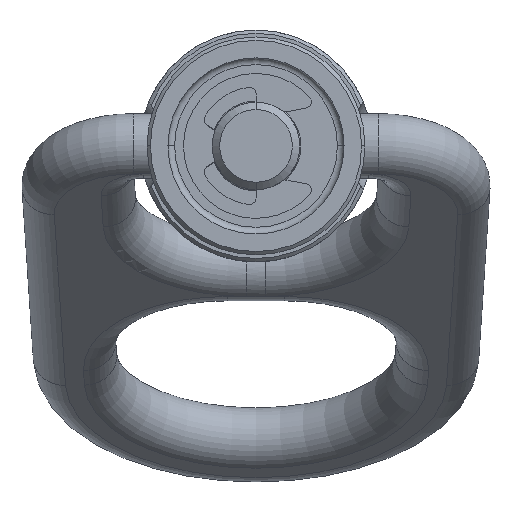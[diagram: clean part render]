
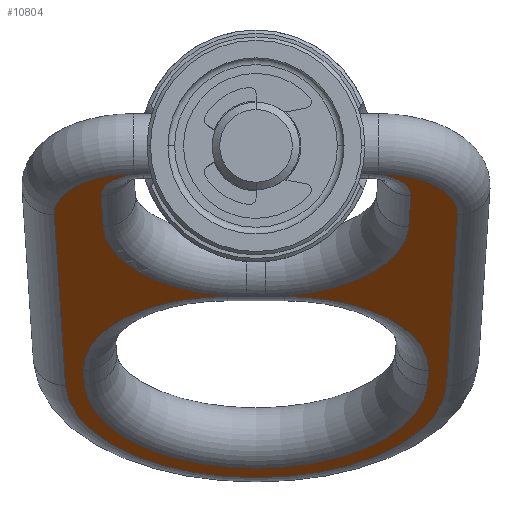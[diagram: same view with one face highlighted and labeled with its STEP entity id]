
A CAD part, front view. The second image highlights one B-rep face of the part: STEP entity #10804.
In plain terms, the highlighted planar face has unit normal (0, -0.5, -0.866).
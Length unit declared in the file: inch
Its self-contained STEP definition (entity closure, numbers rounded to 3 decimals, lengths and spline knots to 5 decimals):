
#6317=DIRECTION('',(0.033,0.866,-0.5));
#6318=VECTOR('',#6317,0.56015);
#6319=CARTESIAN_POINT('',(-1.38979,0.51239,
-0.44738));
#6320=LINE('',#6319,#6318);
#6546=CARTESIAN_POINT('',(-0.08211,0.96058,
-0.70615));
#6547=DIRECTION('',(0.,-0.5,-0.866));
#6548=DIRECTION('',(-0.999,0.028,-0.016));
#6549=AXIS2_PLACEMENT_3D('',#6546,#6547,#6548);
#7010=DIRECTION('',(1.,0.,0.));
#7011=VECTOR('',#7010,0.17623);
#7012=CARTESIAN_POINT('',(-0.25834,2.07776,
-1.35115));
#7013=LINE('',#7012,#7011);
#7024=DIRECTION('',(1.,0.,0.));
#7025=VECTOR('',#7024,0.17623);
#7026=CARTESIAN_POINT('',(0.08211,2.07776,
-1.35115));
#7027=LINE('',#7026,#7025);
#7061=CARTESIAN_POINT('',(-0.25834,3.19493,
-1.99615));
#7062=DIRECTION('',(0.,0.5,0.866));
#7063=DIRECTION('',(-0.999,0.028,-0.016));
#7064=AXIS2_PLACEMENT_3D('',#7061,#7062,#7063);
#7084=DIRECTION('',(-0.033,-0.866,0.5));
#7085=VECTOR('',#7084,0.25834);
#7086=CARTESIAN_POINT('',(-1.53917,3.45519,
-2.14641));
#7087=LINE('',#7086,#7085);
#7107=CARTESIAN_POINT('',(0.,3.41144,-2.12115));
#7108=DIRECTION('',(0.,0.5,0.866));
#7109=DIRECTION('',(0.999,0.028,-0.016));
#7110=AXIS2_PLACEMENT_3D('',#7107,#7108,#7109);
#7130=DIRECTION('',(-0.033,0.866,-0.5));
#7131=VECTOR('',#7130,0.25834);
#7132=CARTESIAN_POINT('',(1.54765,3.23158,-2.01731));
#7133=LINE('',#7132,#7131);
#7153=CARTESIAN_POINT('',(0.25834,3.19493,
-1.99615));
#7154=DIRECTION('',(0.,0.5,0.866));
#7155=DIRECTION('',(0.,-0.866,0.5));
#7156=AXIS2_PLACEMENT_3D('',#7153,#7154,#7155);
#7161=CARTESIAN_POINT('',(-1.01,0.50159,-0.44115));
#7162=DIRECTION('',(0.,-0.5,-0.866));
#7163=DIRECTION('',(0.,-0.866,0.5));
#7164=AXIS2_PLACEMENT_3D('',#7161,#7162,#7163);
#7415=DIRECTION('',(-1.,0.,0.));
#7416=VECTOR('',#7415,0.08999);
#7417=CARTESIAN_POINT('',(-1.01,0.1725,
-0.25115));
#7418=LINE('',#7417,#7416);
#7478=CARTESIAN_POINT('',(-1.1,0.78738,-0.60615));
#7479=DIRECTION('',(0.,-0.5,-0.866));
#7480=DIRECTION('',(0.,-0.866,0.5));
#7481=AXIS2_PLACEMENT_3D('',#7478,#7479,#7480);
#7501=DIRECTION('',(0.033,0.866,-0.5));
#7502=VECTOR('',#7501,3.06444);
#7503=CARTESIAN_POINT('',(-1.80962,0.80756,
-0.6178));
#7504=LINE('',#7503,#7502);
#7524=CARTESIAN_POINT('',(0.,3.41144,-2.12115));
#7525=DIRECTION('',(0.,-0.5,-0.866));
#7526=DIRECTION('',(-0.999,0.028,-0.016));
#7527=AXIS2_PLACEMENT_3D('',#7524,#7525,#7526);
#7547=DIRECTION('',(0.033,-0.866,0.5));
#7548=VECTOR('',#7547,3.06444);
#7549=CARTESIAN_POINT('',(1.70908,3.46002,-2.1492));
#7550=LINE('',#7549,#7548);
#7596=CARTESIAN_POINT('',(1.1,0.78738,-0.60615));
#7597=DIRECTION('',(0.,-0.5,-0.866));
#7598=DIRECTION('',(0.999,0.028,-0.016));
#7599=AXIS2_PLACEMENT_3D('',#7596,#7597,#7598);
#7626=DIRECTION('',(-1.,0.,0.));
#7627=VECTOR('',#7626,0.09);
#7628=CARTESIAN_POINT('',(1.09999,0.1725,
-0.25115));
#7629=LINE('',#7628,#7627);
#7871=CARTESIAN_POINT('',(1.01,0.50159,-0.44115));
#7872=DIRECTION('',(0.,-0.5,-0.866));
#7873=DIRECTION('',(0.999,0.028,-0.016));
#7874=AXIS2_PLACEMENT_3D('',#7871,#7872,#7873);
#7895=DIRECTION('',(0.033,-0.866,0.5));
#7896=VECTOR('',#7895,0.56015);
#7897=CARTESIAN_POINT('',(1.37142,0.99723,
-0.72731));
#7898=LINE('',#7897,#7896);
#7917=CARTESIAN_POINT('',(0.08211,0.96058,
-0.70615));
#7918=DIRECTION('',(0.,-0.5,-0.866));
#7919=DIRECTION('',(0.,0.866,-0.5));
#7920=AXIS2_PLACEMENT_3D('',#7917,#7918,#7919);
#9198=CARTESIAN_POINT('',(1.3898,0.51239,
-0.44738));
#9199=CARTESIAN_POINT('',(1.01,0.1725,-0.25115));
#9200=VERTEX_POINT('',#9198);
#9201=VERTEX_POINT('',#9199);
#9206=CARTESIAN_POINT('',(1.37142,0.99723,
-0.72731));
#9207=VERTEX_POINT('',#9206);
#9210=CARTESIAN_POINT('',(0.08211,2.07776,
-1.35115));
#9211=VERTEX_POINT('',#9210);
#9214=CARTESIAN_POINT('',(-1.37142,0.99724,
-0.72731));
#9215=CARTESIAN_POINT('',(-0.08211,2.07776,
-1.35115));
#9216=VERTEX_POINT('',#9214);
#9217=VERTEX_POINT('',#9215);
#9218=CARTESIAN_POINT('',(-1.38979,0.51239,
-0.44738));
#9219=VERTEX_POINT('',#9218);
#9220=CARTESIAN_POINT('',(-1.01,0.1725,-0.25115));
#9221=VERTEX_POINT('',#9220);
#9233=CARTESIAN_POINT('',(-1.53917,3.45519,
-2.14641));
#9234=CARTESIAN_POINT('',(-1.54765,3.23158,
-2.01731));
#9235=VERTEX_POINT('',#9233);
#9236=VERTEX_POINT('',#9234);
#9239=CARTESIAN_POINT('',(-0.25834,2.07776,
-1.35115));
#9240=VERTEX_POINT('',#9239);
#9245=CARTESIAN_POINT('',(0.25834,2.07776,
-1.35115));
#9246=CARTESIAN_POINT('',(1.54765,3.23158,-2.01731));
#9247=VERTEX_POINT('',#9245);
#9248=VERTEX_POINT('',#9246);
#9251=CARTESIAN_POINT('',(1.53917,3.45519,-2.14641));
#9252=VERTEX_POINT('',#9251);
#9257=CARTESIAN_POINT('',(1.80962,0.80755,
-0.61779));
#9258=CARTESIAN_POINT('',(1.1,0.1725,-0.25115));
#9259=VERTEX_POINT('',#9257);
#9260=VERTEX_POINT('',#9258);
#9263=CARTESIAN_POINT('',(1.70908,3.46002,-2.1492));
#9264=VERTEX_POINT('',#9263);
#9267=CARTESIAN_POINT('',(-1.70908,3.46002,
-2.1492));
#9268=VERTEX_POINT('',#9267);
#9271=CARTESIAN_POINT('',(-1.80962,0.80756,
-0.6178));
#9272=VERTEX_POINT('',#9271);
#9275=CARTESIAN_POINT('',(-1.1,0.1725,-0.25115));
#9276=VERTEX_POINT('',#9275);
#10766=CARTESIAN_POINT('',(0.,3.41144,-2.12115));
#10767=DIRECTION('',(0.,0.5,0.866));
#10768=DIRECTION('',(1.,0.,0.));
#10769=AXIS2_PLACEMENT_3D('',#10766,#10767,#10768);
#10770=PLANE('',#10769);
#10772=ORIENTED_EDGE('',*,*,#10771,.T.);
#10773=ORIENTED_EDGE('',*,*,#10105,.T.);
#10774=ORIENTED_EDGE('',*,*,#10279,.T.);
#10775=ORIENTED_EDGE('',*,*,#10685,.F.);
#10776=ORIENTED_EDGE('',*,*,#10705,.F.);
#10777=ORIENTED_EDGE('',*,*,#10719,.F.);
#10778=ORIENTED_EDGE('',*,*,#10733,.F.);
#10779=ORIENTED_EDGE('',*,*,#10747,.F.);
#10780=ORIENTED_EDGE('',*,*,#10760,.F.);
#10781=ORIENTED_EDGE('',*,*,#10688,.F.);
#10783=ORIENTED_EDGE('',*,*,#10782,.T.);
#10785=ORIENTED_EDGE('',*,*,#10784,.T.);
#10787=ORIENTED_EDGE('',*,*,#10786,.T.);
#10789=ORIENTED_EDGE('',*,*,#10788,.F.);
#10791=ORIENTED_EDGE('',*,*,#10790,.F.);
#10793=ORIENTED_EDGE('',*,*,#10792,.F.);
#10795=ORIENTED_EDGE('',*,*,#10794,.F.);
#10797=ORIENTED_EDGE('',*,*,#10796,.F.);
#10799=ORIENTED_EDGE('',*,*,#10798,.F.);
#10801=ORIENTED_EDGE('',*,*,#10800,.F.);
#10802=EDGE_LOOP('',(#10772,#10773,#10774,#10775,#10776,#10777,#10778,#10779,
#10780,#10781,#10783,#10785,#10787,#10789,#10791,#10793,#10795,#10797,#10799,
#10801));
#10803=FACE_OUTER_BOUND('',#10802,.F.);
#6550=CIRCLE('',#6549,1.29);
#7065=CIRCLE('',#7064,1.29);
#7111=CIRCLE('',#7110,1.54);
#7157=CIRCLE('',#7156,1.29);
#7165=CIRCLE('',#7164,0.38);
#7482=CIRCLE('',#7481,0.71);
#7528=CIRCLE('',#7527,1.71);
#7600=CIRCLE('',#7599,0.71);
#7875=CIRCLE('',#7874,0.38);
#7921=CIRCLE('',#7920,1.29);
#10105=EDGE_CURVE('',#9219,#9216,#6320,.T.);
#10279=EDGE_CURVE('',#9216,#9217,#6550,.T.);
#10685=EDGE_CURVE('',#9240,#9217,#7013,.T.);
#10688=EDGE_CURVE('',#9211,#9247,#7027,.T.);
#10705=EDGE_CURVE('',#9236,#9240,#7065,.T.);
#10719=EDGE_CURVE('',#9235,#9236,#7087,.T.);
#10733=EDGE_CURVE('',#9252,#9235,#7111,.T.);
#10747=EDGE_CURVE('',#9248,#9252,#7133,.T.);
#10760=EDGE_CURVE('',#9247,#9248,#7157,.T.);
#10771=EDGE_CURVE('',#9221,#9219,#7165,.T.);
#10782=EDGE_CURVE('',#9211,#9207,#7921,.T.);
#10784=EDGE_CURVE('',#9207,#9200,#7898,.T.);
#10786=EDGE_CURVE('',#9200,#9201,#7875,.T.);
#10788=EDGE_CURVE('',#9260,#9201,#7629,.T.);
#10790=EDGE_CURVE('',#9259,#9260,#7600,.T.);
#10792=EDGE_CURVE('',#9264,#9259,#7550,.T.);
#10794=EDGE_CURVE('',#9268,#9264,#7528,.T.);
#10796=EDGE_CURVE('',#9272,#9268,#7504,.T.);
#10798=EDGE_CURVE('',#9276,#9272,#7482,.T.);
#10800=EDGE_CURVE('',#9221,#9276,#7418,.T.);
#10804=ADVANCED_FACE('',(#10803),#10770,.F.);
